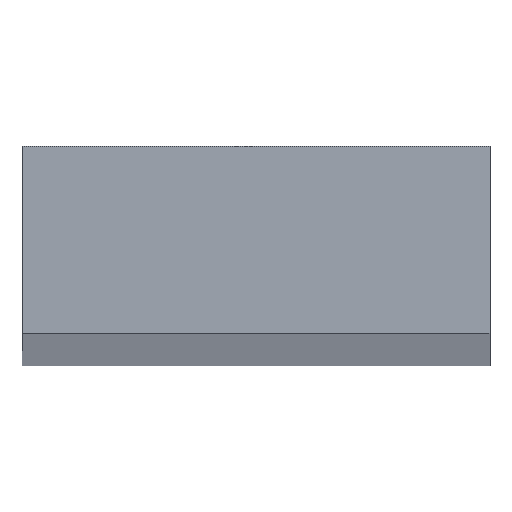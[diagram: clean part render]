
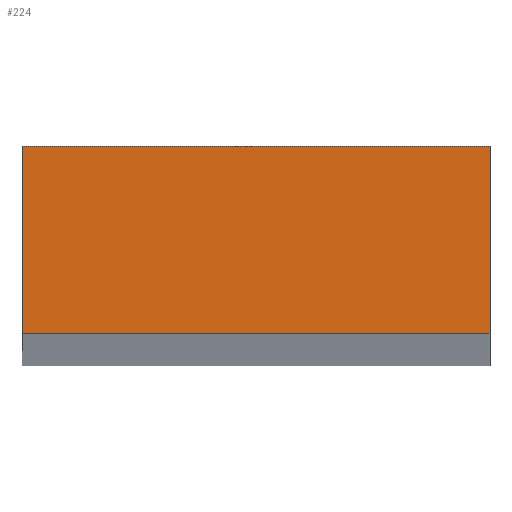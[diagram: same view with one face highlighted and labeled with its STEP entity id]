
A CAD part, top view. The second image highlights one B-rep face of the part: STEP entity #224.
In plain terms, the highlighted planar face has unit normal (0, 0, 1).
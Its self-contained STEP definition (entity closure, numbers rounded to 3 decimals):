
#14 = DIRECTION ( 'NONE',  ( 0., 1., 0. ) ) ;
#15 = CARTESIAN_POINT ( 'NONE',  ( 12.5, 5., 500. ) ) ;
#16 = LINE ( 'NONE', #15, #155 ) ;
#22 = CARTESIAN_POINT ( 'NONE',  ( -12.5, 5., 500. ) ) ;
#24 = CARTESIAN_POINT ( 'NONE',  ( 12.5, 5., 500. ) ) ;
#25 = CARTESIAN_POINT ( 'NONE',  ( -12.5, -5., 500. ) ) ;
#28 = CARTESIAN_POINT ( 'NONE',  ( 12.5, -5., 500. ) ) ;
#43 = VERTEX_POINT ( 'NONE', #28 ) ;
#46 = VERTEX_POINT ( 'NONE', #25 ) ;
#47 = VERTEX_POINT ( 'NONE', #24 ) ;
#49 = VERTEX_POINT ( 'NONE', #22 ) ;
#54 = ORIENTED_EDGE ( 'NONE', *, *, #204, .T. ) ;
#55 = ORIENTED_EDGE ( 'NONE', *, *, #230, .T. ) ;
#57 = ORIENTED_EDGE ( 'NONE', *, *, #234, .T. ) ;
#60 = ORIENTED_EDGE ( 'NONE', *, *, #219, .T. ) ;
#62 = EDGE_LOOP ( 'NONE', ( #60, #55, #54, #57 ) ) ;
#74 = PLANE ( 'NONE',  #199 ) ;
#75 = LINE ( 'NONE', #76, #180 ) ;
#76 = CARTESIAN_POINT ( 'NONE',  ( -12.5, 5., 500. ) ) ;
#77 = DIRECTION ( 'NONE',  ( 0., -1., 0. ) ) ;
#84 = CARTESIAN_POINT ( 'NONE',  ( 0., 0., 500. ) ) ;
#85 = DIRECTION ( 'NONE',  ( 0., 0., 1. ) ) ;
#86 = DIRECTION ( 'NONE',  ( 1., 0., 0. ) ) ;
#94 = LINE ( 'NONE', #95, #159 ) ;
#95 = CARTESIAN_POINT ( 'NONE',  ( -12.5, -5., 500. ) ) ;
#96 = DIRECTION ( 'NONE',  ( 1., 0., 0. ) ) ;
#97 = LINE ( 'NONE', #98, #170 ) ;
#98 = CARTESIAN_POINT ( 'NONE',  ( -12.5, 5., 500. ) ) ;
#99 = DIRECTION ( 'NONE',  ( -1., 0., 0. ) ) ;
#155 = VECTOR ( 'NONE', #14, 1000. ) ;
#159 = VECTOR ( 'NONE', #96, 1000. ) ;
#160 = FACE_OUTER_BOUND ( 'NONE', #62, .T. ) ;
#170 = VECTOR ( 'NONE', #99, 1000. ) ;
#180 = VECTOR ( 'NONE', #77, 1000. ) ;
#199 = AXIS2_PLACEMENT_3D ( 'NONE', #84, #85, #86 ) ;
#204 = EDGE_CURVE ( 'NONE', #43, #47, #16, .T. ) ;
#219 = EDGE_CURVE ( 'NONE', #49, #46, #75, .T. ) ;
#224 = ADVANCED_FACE ( 'NONE', ( #160 ), #74, .T. ) ;
#230 = EDGE_CURVE ( 'NONE', #46, #43, #94, .T. ) ;
#234 = EDGE_CURVE ( 'NONE', #47, #49, #97, .T. ) ;
